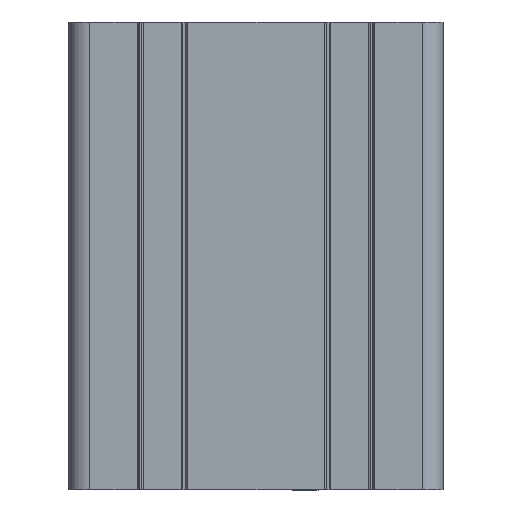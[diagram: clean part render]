
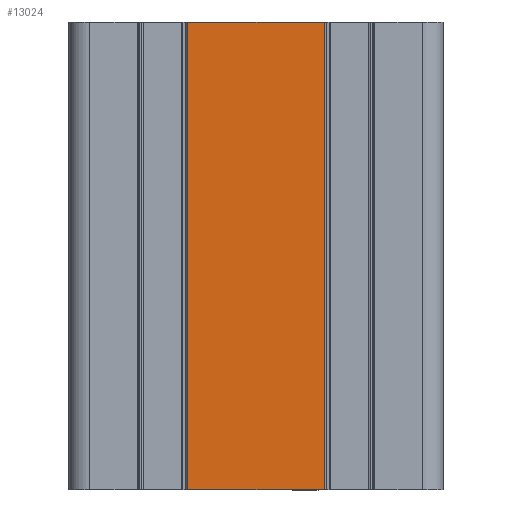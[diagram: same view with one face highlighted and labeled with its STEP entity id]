
A CAD part, front view. The second image highlights one B-rep face of the part: STEP entity #13024.
In plain terms, the highlighted planar face has unit normal (0, -1, 0).
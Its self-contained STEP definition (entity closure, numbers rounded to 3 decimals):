
#598 = LINE ( 'NONE', #4820, #7339 ) ;
#1065 = ORIENTED_EDGE ( 'NONE', *, *, #4871, .T. ) ;
#1073 = ORIENTED_EDGE ( 'NONE', *, *, #10331, .F. ) ;
#1131 = ORIENTED_EDGE ( 'NONE', *, *, #4662, .F. ) ;
#1216 = DIRECTION ( 'NONE',  ( 1., 0., 0. ) ) ;
#1414 = DIRECTION ( 'NONE',  ( 1., 0., 0. ) ) ;
#1976 = CARTESIAN_POINT ( 'NONE',  ( 6926.385, 3704.558, 100. ) ) ;
#2558 = CARTESIAN_POINT ( 'NONE',  ( 6955.777, 3704.558, 100. ) ) ;
#2625 = LINE ( 'NONE', #2558, #14979 ) ;
#3161 = DIRECTION ( 'NONE',  ( 0., 1., 0. ) ) ;
#3210 = VECTOR ( 'NONE', #4496, 1000. ) ;
#3733 = AXIS2_PLACEMENT_3D ( 'NONE', #1976, #3161, #11525 ) ;
#4487 = VECTOR ( 'NONE', #12796, 1000. ) ;
#4496 = DIRECTION ( 'NONE',  ( 0., 0., 1. ) ) ;
#4662 = EDGE_CURVE ( 'NONE', #9407, #9366, #6407, .T. ) ;
#4820 = CARTESIAN_POINT ( 'NONE',  ( 6926.385, 3704.558, 0. ) ) ;
#4871 = EDGE_CURVE ( 'NONE', #9407, #11360, #598, .T. ) ;
#5486 = ORIENTED_EDGE ( 'NONE', *, *, #10064, .F. ) ;
#6090 = CARTESIAN_POINT ( 'NONE',  ( 6955.585, 3704.558, 100. ) ) ;
#6407 = LINE ( 'NONE', #6794, #3210 ) ;
#6794 = CARTESIAN_POINT ( 'NONE',  ( 6926.385, 3704.558, 100. ) ) ;
#6950 = CARTESIAN_POINT ( 'NONE',  ( 6955.585, 3704.558, 0. ) ) ;
#7339 = VECTOR ( 'NONE', #1216, 1000. ) ;
#7658 = VERTEX_POINT ( 'NONE', #6090 ) ;
#8777 = EDGE_LOOP ( 'NONE', ( #1073, #5486, #1131, #1065 ) ) ;
#9124 = PLANE ( 'NONE',  #3733 ) ;
#9366 = VERTEX_POINT ( 'NONE', #15388 ) ;
#9407 = VERTEX_POINT ( 'NONE', #15442 ) ;
#10064 = EDGE_CURVE ( 'NONE', #9366, #7658, #2625, .T. ) ;
#10331 = EDGE_CURVE ( 'NONE', #7658, #11360, #10832, .T. ) ;
#10832 = LINE ( 'NONE', #11576, #4487 ) ;
#11360 = VERTEX_POINT ( 'NONE', #6950 ) ;
#11525 = DIRECTION ( 'NONE',  ( 0., 0., 1. ) ) ;
#11576 = CARTESIAN_POINT ( 'NONE',  ( 6955.585, 3704.558, 100. ) ) ;
#11859 = FACE_OUTER_BOUND ( 'NONE', #8777, .T. ) ;
#12796 = DIRECTION ( 'NONE',  ( 0., 0., -1. ) ) ;
#13024 = ADVANCED_FACE ( 'NONE', ( #11859 ), #9124, .F. ) ;
#14979 = VECTOR ( 'NONE', #1414, 1000. ) ;
#15388 = CARTESIAN_POINT ( 'NONE',  ( 6926.385, 3704.558, 100. ) ) ;
#15442 = CARTESIAN_POINT ( 'NONE',  ( 6926.385, 3704.558, 0. ) ) ;
